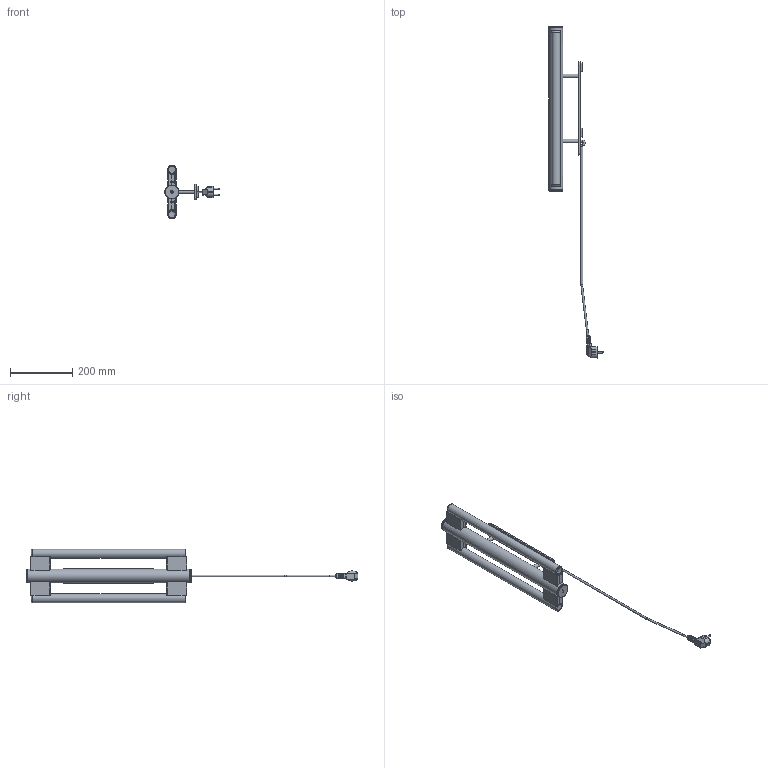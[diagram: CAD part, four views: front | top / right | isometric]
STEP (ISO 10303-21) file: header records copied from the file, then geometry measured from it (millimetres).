
FILE_DESCRIPTION (( 'STEP AP214' ), '1' );
FILE_NAME ('Eiffel_Wall_Double_500_asm.STEP', '2024-09-20T11:50:27', ( '' ), ( '' ), 'SwSTEP 2.0', 'SolidWorks 2017', '' );
FILE_SCHEMA (( 'AUTOMOTIVE_DESIGN' ));
Length unit declared in the file: millimetre
Products named in the file (23): Negative D500^Eiffel_Wall_Double; Eiffel_Wall_Double_500_asm; Eiffel_3_conductor_cord_v2; Eiffel_brass_end_cap_v2.0_V2.0; Eiffel_socket_holder_half_config_V2.1; Eiffel_dimmer_assembly_General; eiffel_brass_dimmer knob_V1.1; S14S_metal_Clip; Eiffel_LED_tube_bulb_v1.0(config)_Eiffel_LED_tube_bulb_500; Positive D500^Eiffel_Wall_Double_500D D; Eiffel_wall_double_pipe_Eiffel_Wall - Double 500; S14S_brass_clip; S14S_socket; Eiffel_3_conductor_cord_assembly; eiffel_brass_knob; Eiffel_wall_double_hanging_hole_plate_Wall distance hanger-v1.0; Eiffel_wall_double_frame_asm_Double 500 v2.2; Eiffel_S14S_socket_v1.0; Eiffel_wall_double_plate_Eiffel_Wall - Double 500; Eiffel_3_conductor_cord_with_plug; eiffel_wall_pipe_tube_v1.0; Eiffel_socket_holder_complete_config_V2.1; Steab_5050
Assembly tree (32 placements, depth 4):
  Eiffel_Wall_Double_500_asm
    Eiffel_wall_double_frame_asm_Double 500 v2.2
      Eiffel_wall_double_pipe_Eiffel_Wall - Double 500
      Eiffel_wall_double_plate_Eiffel_Wall - Double 500
      Eiffel_socket_holder_complete_config_V2.1  x4
        Eiffel_socket_holder_half_config_V2.1
      eiffel_wall_pipe_tube_v1.0  x2
      Eiffel_wall_double_hanging_hole_plate_Wall distance hanger-v1.0  x2
    Eiffel_LED_tube_bulb_v1.0(config)_Eiffel_LED_tube_bulb_500  x2
    S14S_socket  x4
      Eiffel_S14S_socket_v1.0
      S14S_metal_Clip
      S14S_brass_clip
    eiffel_brass_knob
      Eiffel_brass_end_cap_v2.0_V2.0
    Eiffel_dimmer_assembly_General
      eiffel_brass_dimmer knob_V1.1
    Eiffel_3_conductor_cord_assembly
      Eiffel_3_conductor_cord_v2
      Steab_5050
    Eiffel_3_conductor_cord_with_plug
    Positive D500^Eiffel_Wall_Double_500D D
    Negative D500^Eiffel_Wall_Double
Bounding box: 174.62 x 1070.05 x 172.5 mm (x, y, z)
Volume: 1061704.8 mm3; surface area: 449609 mm2
Topology: 35 solids, 39 shells, 2369 faces, 6070 edges, 3827 vertices
Faces by surface type: plane 1309, cylinder 744, cone 217, bspline 55, torus 28, sphere 16
Full cylindrical faces by diameter (mm): 2 x6, 2.251 x8, 2.5 x4, 2.7 x5, 2.926 x8, 3 x1, 3.25 x8, 3.3 x14, 3.5 x4, 3.75 x8, 4.8 x2, 5.1 x8, 5.4 x4, 5.6 x1, 6 x8, 6.7 x2, 10 x2, 12 x2, 12.1 x4, 25 x1, 28.5 x2, 31 x2, 39 x2, 41 x1, 45 x1
Entity records: 68634 total; most frequent: CARTESIAN_POINT 24974, ORIENTED_EDGE 7980, DIRECTION 7230, EDGE_CURVE 3990, AXIS2_PLACEMENT_3D 2549, VERTEX_POINT 2541, LINE 2132, VECTOR 2132
